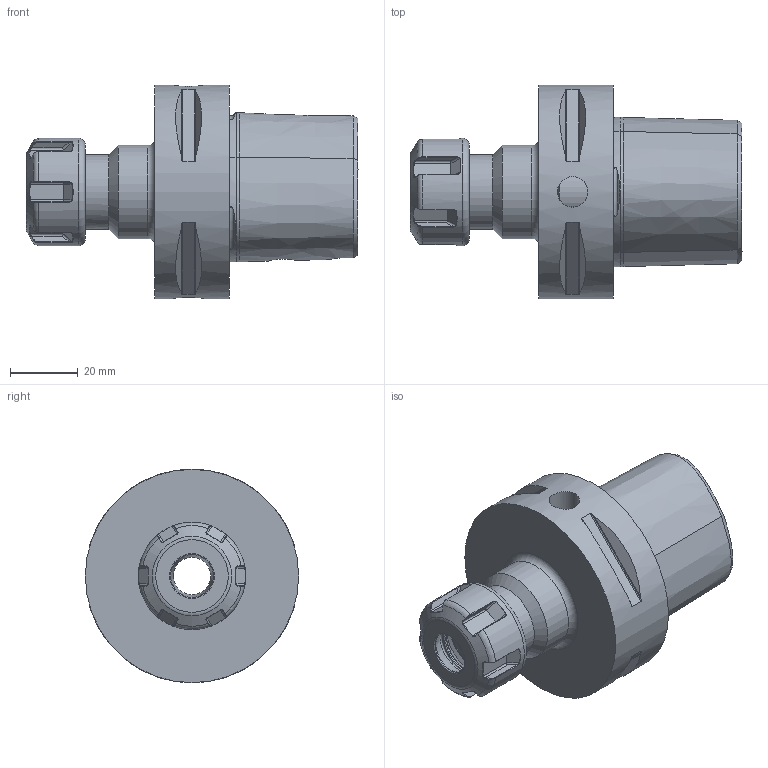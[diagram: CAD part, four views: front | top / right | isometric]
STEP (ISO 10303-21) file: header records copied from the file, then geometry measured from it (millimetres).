
FILE_DESCRIPTION(/* description */ (''),/* implementation_level */ '2;1');
FILE_NAME(/* name */ 'C6.02.10.stp',/* time_stamp */ '2024-04-18T09:28:10+02:00',/* author */ ('cad'),/* organization */ (''),/* preprocessor_version */ 'ST-DEVELOPER v18.1',/* originating_system */ 'Autodesk Inventor 2021',/* authorisation */ '');
FILE_SCHEMA (('AUTOMOTIVE_DESIGN { 1 0 10303 214 3 1 1 }'));
Length unit declared in the file: inch
Products named in the file (1): 06_10_20_Kemmler_Shrinkwrap_1
Bounding box: 98 x 63 x 63 mm (x, y, z)
Volume: 109693.1 mm3; surface area: 27146.7 mm2
Topology: 1 solids, 1 shells, 245 faces, 635 edges, 400 vertices
Faces by surface type: bspline 76, plane 72, cylinder 56, cone 22, torus 19
Full cylindrical faces by diameter (mm): 5 x1, 8.1 x2, 9 x1, 10 x1, 11 x1, 12.59 x1, 17 x1, 18.376 x1, 20.3 x1, 22 x4, 23 x1, 27.5 x1, 28 x2, 31.7 x1, 32 x1, 63 x1
Entity records: 15045 total; most frequent: CARTESIAN_POINT 9256, ORIENTED_EDGE 1264, DIRECTION 959, EDGE_CURVE 632, VERTEX_POINT 400, AXIS2_PLACEMENT_3D 367, EDGE_LOOP 262, STYLED_ITEM 246
